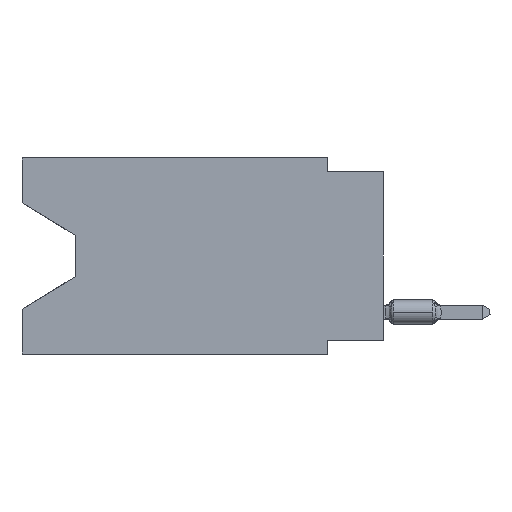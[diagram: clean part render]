
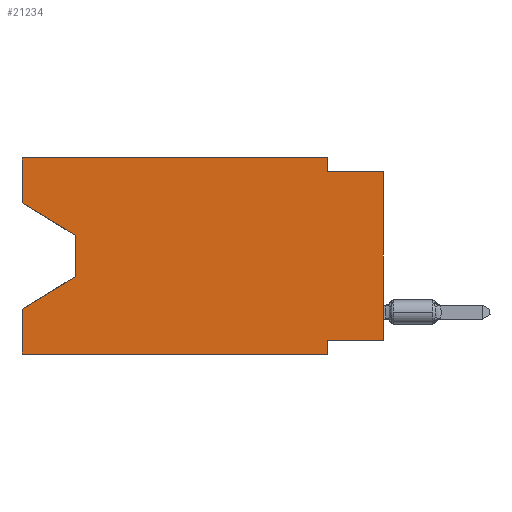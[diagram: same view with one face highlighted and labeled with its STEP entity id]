
A CAD part, left-side view. The second image highlights one B-rep face of the part: STEP entity #21234.
In plain terms, the highlighted planar face has unit normal (-1, 0, 0).
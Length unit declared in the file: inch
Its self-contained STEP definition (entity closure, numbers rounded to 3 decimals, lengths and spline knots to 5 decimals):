
#429 = AXIS2_PLACEMENT_3D ( 'NONE', #39639, #25772, #9935 ) ;
#540 = VECTOR ( 'NONE', #31863, 39.37008 ) ;
#1222 = CARTESIAN_POINT ( 'NONE',  ( 0., 0.55, -0.212 ) ) ;
#1885 = VECTOR ( 'NONE', #28768, 39.37008 ) ;
#2014 = ORIENTED_EDGE ( 'NONE', *, *, #20542, .F. ) ;
#2268 = VERTEX_POINT ( 'NONE', #39650 ) ;
#2790 = EDGE_CURVE ( 'NONE', #11298, #37649, #37864, .T. ) ;
#3245 = CARTESIAN_POINT ( 'NONE',  ( 0., 0.55, -0.212 ) ) ;
#3627 = VECTOR ( 'NONE', #26257, 39.37008 ) ;
#4174 = EDGE_CURVE ( 'NONE', #18525, #25185, #33959, .T. ) ;
#4228 = ORIENTED_EDGE ( 'NONE', *, *, #19015, .F. ) ;
#4611 = CARTESIAN_POINT ( 'NONE',  ( 0., 0., -0.325 ) ) ;
#5106 = VECTOR ( 'NONE', #25927, 39.37008 ) ;
#6190 = CARTESIAN_POINT ( 'NONE',  ( 0., 0.645, -0.35 ) ) ;
#6404 = DIRECTION ( 'NONE',  ( 0., -1., 0. ) ) ;
#6496 = LINE ( 'NONE', #3245, #32869 ) ;
#7282 = ORIENTED_EDGE ( 'NONE', *, *, #9409, .T. ) ;
#7532 = CARTESIAN_POINT ( 'NONE',  ( 0., 0., -0.025 ) ) ;
#7704 = DIRECTION ( 'NONE',  ( 0., 0., -1. ) ) ;
#7957 = LINE ( 'NONE', #34192, #16903 ) ;
#8170 = LINE ( 'NONE', #18566, #1885 ) ;
#8912 = VERTEX_POINT ( 'NONE', #25226 ) ;
#9022 = LINE ( 'NONE', #6190, #5106 ) ;
#9409 = EDGE_CURVE ( 'NONE', #25185, #2268, #6496, .T. ) ;
#9935 = DIRECTION ( 'NONE',  ( 0., 0., -1. ) ) ;
#10391 = ORIENTED_EDGE ( 'NONE', *, *, #20252, .T. ) ;
#10607 = EDGE_CURVE ( 'NONE', #14542, #25156, #39677, .T. ) ;
#10757 = CARTESIAN_POINT ( 'NONE',  ( 0., 0.55, -0.138 ) ) ;
#10838 = VECTOR ( 'NONE', #38836, 39.37008 ) ;
#10942 = DIRECTION ( 'NONE',  ( 0., 0., -1. ) ) ;
#11298 = VERTEX_POINT ( 'NONE', #38104 ) ;
#11483 = VERTEX_POINT ( 'NONE', #29825 ) ;
#11646 = DIRECTION ( 'NONE',  ( 0., 0., 1. ) ) ;
#12129 = LINE ( 'NONE', #32295, #540 ) ;
#12720 = EDGE_CURVE ( 'NONE', #8912, #15574, #27425, .T. ) ;
#14041 = CARTESIAN_POINT ( 'NONE',  ( 0., 0.645, 0. ) ) ;
#14542 = VERTEX_POINT ( 'NONE', #4611 ) ;
#15574 = VERTEX_POINT ( 'NONE', #39411 ) ;
#15817 = ORIENTED_EDGE ( 'NONE', *, *, #10607, .T. ) ;
#16471 = DIRECTION ( 'NONE',  ( 0., 0.855, -0.519 ) ) ;
#16515 = ORIENTED_EDGE ( 'NONE', *, *, #20532, .F. ) ;
#16903 = VECTOR ( 'NONE', #11646, 39.37008 ) ;
#18222 = ORIENTED_EDGE ( 'NONE', *, *, #4174, .T. ) ;
#18525 = VERTEX_POINT ( 'NONE', #29971 ) ;
#18566 = CARTESIAN_POINT ( 'NONE',  ( 0., 0.645, 0. ) ) ;
#19015 = EDGE_CURVE ( 'NONE', #35784, #24087, #8170, .T. ) ;
#19084 = CARTESIAN_POINT ( 'NONE',  ( 0., 0., -0.325 ) ) ;
#20252 = EDGE_CURVE ( 'NONE', #35784, #18525, #12129, .T. ) ;
#20259 = CARTESIAN_POINT ( 'NONE',  ( 0., 0.1, 0. ) ) ;
#20532 = EDGE_CURVE ( 'NONE', #11483, #2268, #7957, .T. ) ;
#20542 = EDGE_CURVE ( 'NONE', #15574, #25156, #30731, .T. ) ;
#20852 = EDGE_CURVE ( 'NONE', #14542, #11298, #41863, .T. ) ;
#20986 = ORIENTED_EDGE ( 'NONE', *, *, #33671, .T. ) ;
#21234 = ADVANCED_FACE ( 'NONE', ( #23166 ), #26422, .F. ) ;
#23166 = FACE_OUTER_BOUND ( 'NONE', #29644, .T. ) ;
#23800 = VECTOR ( 'NONE', #10942, 39.37008 ) ;
#24087 = VERTEX_POINT ( 'NONE', #14041 ) ;
#24631 = DIRECTION ( 'NONE',  ( 0., 0., -1. ) ) ;
#25156 = VERTEX_POINT ( 'NONE', #7532 ) ;
#25185 = VERTEX_POINT ( 'NONE', #1222 ) ;
#25226 = CARTESIAN_POINT ( 'NONE',  ( 0., 0.1, 0. ) ) ;
#25772 = DIRECTION ( 'NONE',  ( 1., 0., 0. ) ) ;
#25927 = DIRECTION ( 'NONE',  ( 0., -1., 0. ) ) ;
#26257 = DIRECTION ( 'NONE',  ( 0., 0., 1. ) ) ;
#26422 = PLANE ( 'NONE',  #429 ) ;
#27425 = LINE ( 'NONE', #20259, #23800 ) ;
#27875 = CARTESIAN_POINT ( 'NONE',  ( 0., 0.1, -0.35 ) ) ;
#28277 = ORIENTED_EDGE ( 'NONE', *, *, #12720, .F. ) ;
#28768 = DIRECTION ( 'NONE',  ( 0., 0., 1. ) ) ;
#29068 = ORIENTED_EDGE ( 'NONE', *, *, #2790, .F. ) ;
#29190 = LINE ( 'NONE', #38950, #30999 ) ;
#29644 = EDGE_LOOP ( 'NONE', ( #10391, #18222, #7282, #16515, #20986, #29068, #38863, #15817, #2014, #28277, #41826, #4228 ) ) ;
#29825 = CARTESIAN_POINT ( 'NONE',  ( 0., 0.645, -0.35 ) ) ;
#29971 = CARTESIAN_POINT ( 'NONE',  ( 0., 0.55, -0.138 ) ) ;
#30731 = LINE ( 'NONE', #38112, #34206 ) ;
#30999 = VECTOR ( 'NONE', #6404, 39.37008 ) ;
#31375 = DIRECTION ( 'NONE',  ( 0., -1., 0. ) ) ;
#31863 = DIRECTION ( 'NONE',  ( 0., -0.855, -0.519 ) ) ;
#32295 = CARTESIAN_POINT ( 'NONE',  ( 0., 0.645, -0.08025 ) ) ;
#32869 = VECTOR ( 'NONE', #16471, 39.37008 ) ;
#33199 = CARTESIAN_POINT ( 'NONE',  ( 0., 0.1, -0.35 ) ) ;
#33671 = EDGE_CURVE ( 'NONE', #11483, #37649, #9022, .T. ) ;
#33959 = LINE ( 'NONE', #10757, #35488 ) ;
#34192 = CARTESIAN_POINT ( 'NONE',  ( 0., 0.645, 0. ) ) ;
#34206 = VECTOR ( 'NONE', #31375, 39.37008 ) ;
#34857 = EDGE_CURVE ( 'NONE', #24087, #8912, #29190, .T. ) ;
#35488 = VECTOR ( 'NONE', #24631, 39.37008 ) ;
#35784 = VERTEX_POINT ( 'NONE', #37734 ) ;
#36288 = VECTOR ( 'NONE', #7704, 39.37008 ) ;
#37649 = VERTEX_POINT ( 'NONE', #33199 ) ;
#37734 = CARTESIAN_POINT ( 'NONE',  ( 0., 0.645, -0.08025 ) ) ;
#37864 = LINE ( 'NONE', #27875, #36288 ) ;
#38104 = CARTESIAN_POINT ( 'NONE',  ( 0., 0.1, -0.325 ) ) ;
#38112 = CARTESIAN_POINT ( 'NONE',  ( 0., 0., -0.025 ) ) ;
#38836 = DIRECTION ( 'NONE',  ( 0., 1., 0. ) ) ;
#38863 = ORIENTED_EDGE ( 'NONE', *, *, #20852, .F. ) ;
#38950 = CARTESIAN_POINT ( 'NONE',  ( 0., 0.645, 0. ) ) ;
#39411 = CARTESIAN_POINT ( 'NONE',  ( 0., 0.1, -0.025 ) ) ;
#39475 = CARTESIAN_POINT ( 'NONE',  ( 0., 0., 0. ) ) ;
#39639 = CARTESIAN_POINT ( 'NONE',  ( 0., 0.645, 0. ) ) ;
#39650 = CARTESIAN_POINT ( 'NONE',  ( 0., 0.645, -0.26975 ) ) ;
#39677 = LINE ( 'NONE', #39475, #3627 ) ;
#41826 = ORIENTED_EDGE ( 'NONE', *, *, #34857, .F. ) ;
#41863 = LINE ( 'NONE', #19084, #10838 ) ;
